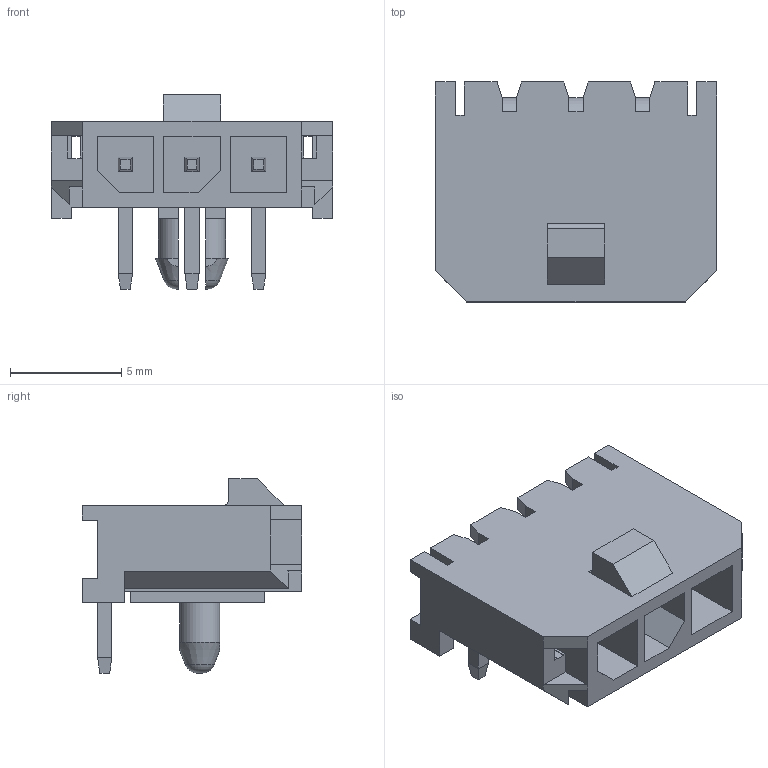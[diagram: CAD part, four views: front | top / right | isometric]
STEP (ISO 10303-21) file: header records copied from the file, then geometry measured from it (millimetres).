
FILE_DESCRIPTION(/* description */ ('Unknown'),/* implementation_level */ '2;1');
FILE_NAME(/* name */ '66200311022',/* time_stamp */ '2020-09-23T10:27:49+02:00',/* author */ ('Unknown'),/* organization */ ('Unknown'),/* preprocessor_version */ 'ST-DEVELOPER v16.7',/* originating_system */ 'DEX',/* authorisation */ $);
FILE_SCHEMA (('AUTOMOTIVE_DESIGN {1 0 10303 214 3 1 1}'));
Length unit declared in the file: millimetre
Products named in the file (3): 6620xx11022; 66200311022; 6620xx11022_PIN
Assembly tree (4 placements, depth 2):
  6620xx11022
    66200311022
    6620xx11022_PIN  x3
Bounding box: 12.65 x 9.9 x 8.76 mm (x, y, z)
Volume: 330.2 mm3; surface area: 871.7 mm2
Topology: 4 solids, 4 shells, 228 faces, 623 edges, 398 vertices
Faces by surface type: plane 215, cylinder 9, cone 2, torus 2
Entity records: 6185 total; most frequent: CARTESIAN_POINT 1102, ORIENTED_EDGE 1086, DIRECTION 955, EDGE_CURVE 543, LINE 517, VECTOR 517, VERTEX_POINT 350, AXIS2_PLACEMENT_3D 219
